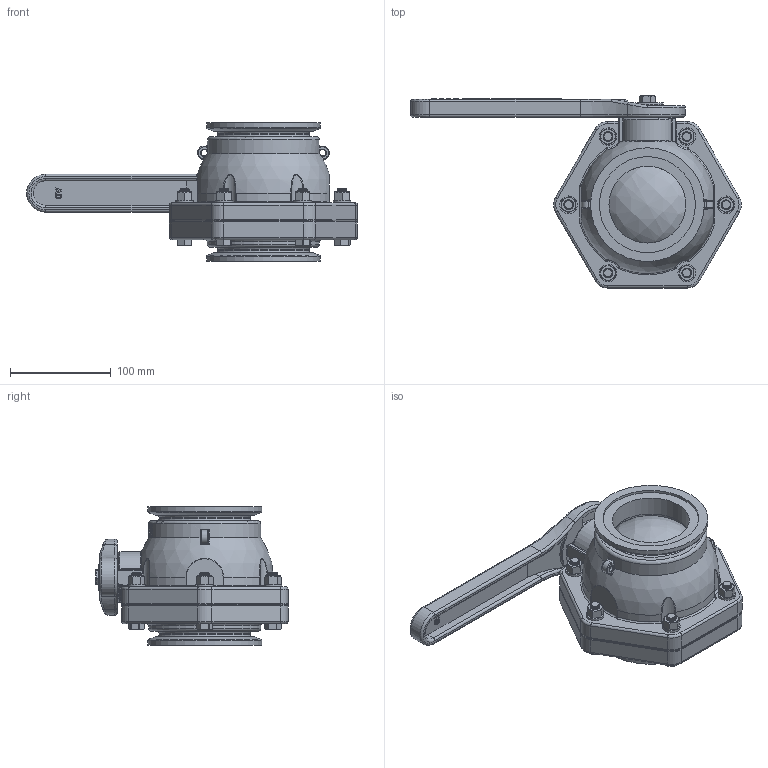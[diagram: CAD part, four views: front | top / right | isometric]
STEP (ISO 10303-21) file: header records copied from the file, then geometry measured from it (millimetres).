
FILE_DESCRIPTION(/* description */ ('3" FP MANIFOLD STUBBY VALVE'),/* implementation_level */ '2;1');
FILE_NAME(/* name */ 'MVS300CFFP.stp',/* time_stamp */ '2020-09-17T13:23:52-04:00',/* author */ ('Aaron'),/* organization */ (''),/* preprocessor_version */ 'ST-DEVELOPER v17.2',/* originating_system */ 'Autodesk Inventor 2019',/* authorisation */ '');
FILE_SCHEMA (('AUTOMOTIVE_DESIGN { 1 0 10303 214 3 1 1 }'));
Products named in the file (21): MVS300CFFP; MVS35254; MVS35254X; VS35278; VS35278X; V35255A; V35255AM; V35255AY; V35255AX; V30151B; V30151X; V20010SS; V20018; V20019; V25163; V25160; VS35258; V35265; V25153; V25121; V25020
Assembly tree (36 placements, depth 5):
  MVS300CFFP
    MVS35254
      MVS35254X
    VS35278
      VS35278X
    V35255A
      V35255AM
        V35255AY
          V35255AX
    V30151B
      V30151X
    V20010SS  x6
    V20018  x6
    V20019  x6
    V25163
    V25160
    VS35258  x2
    V35265
    V25153
    V25121
    V25020
Bounding box: 327.81 x 190.42 x 137.41 mm (x, y, z)
Volume: 1481811.3 mm3; surface area: 345491.9 mm2
Topology: 32 solids, 32 shells, 2567 faces, 6067 edges, 3655 vertices
Faces by surface type: cylinder 829, plane 715, cone 635, bspline 244, torus 123, sphere 21
Full cylindrical faces by diameter (mm): 6.35 x2, 7.798 x1, 9.525 x2, 10.312 x1, 11.176 x12, 11.557 x2, 12.7 x2, 14.275 x1, 25.4 x1, 25.527 x1, 25.806 x1, 31.521 x1, 31.623 x1, 31.75 x2, 36.525 x1, 37.084 x1, 74.168 x1, 76.2 x2, 78.74 x2, 81.585 x2, 82.55 x2, 86.665 x2, 90.424 x2, 94.361 x2, 94.386 x2, 95.25 x2, 111.125 x2, 112.776 x2, 120.396 x1, 139.7 x1
Entity records: 67723 total; most frequent: CARTESIAN_POINT 33049, ORIENTED_EDGE 7350, DIRECTION 6550, EDGE_CURVE 3675, VERTEX_POINT 2349, AXIS2_PLACEMENT_3D 2345, LINE 1860, VECTOR 1860
